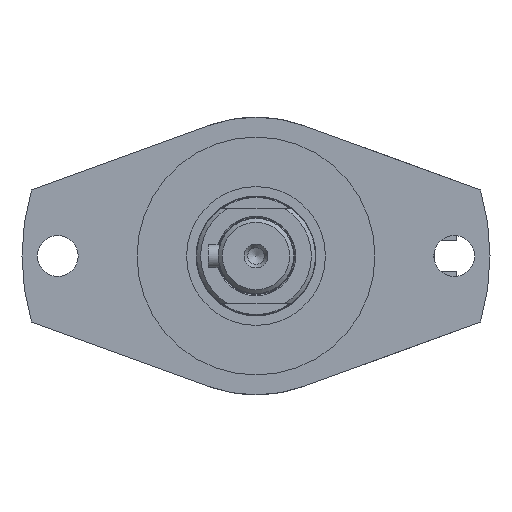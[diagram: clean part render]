
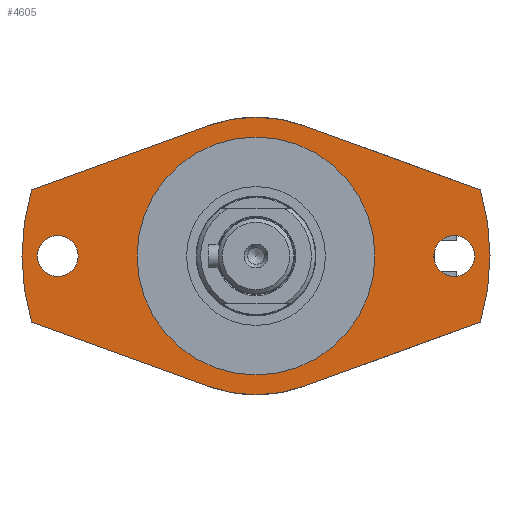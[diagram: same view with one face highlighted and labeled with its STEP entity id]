
A CAD part, left-side view. The second image highlights one B-rep face of the part: STEP entity #4605.
In plain terms, the highlighted planar face has unit normal (-1, 0, 0).
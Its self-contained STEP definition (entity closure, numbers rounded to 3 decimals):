
#313=LINE('',#7886,#560);
#316=LINE('',#7892,#563);
#320=LINE('',#7899,#567);
#323=LINE('',#7905,#570);
#560=VECTOR('',#6151,10.);
#563=VECTOR('',#6156,10.);
#567=VECTOR('',#6162,10.);
#570=VECTOR('',#6167,10.);
#746=FACE_BOUND('',#1168,.T.);
#747=FACE_BOUND('',#1169,.T.);
#748=FACE_BOUND('',#1170,.T.);
#892=FACE_OUTER_BOUND('',#1167,.T.);
#1167=EDGE_LOOP('',(#3510,#3511,#3512,#3513,#3514,#3515,#3516,#3517));
#1168=EDGE_LOOP('',(#3518));
#1169=EDGE_LOOP('',(#3519));
#1170=EDGE_LOOP('',(#3520,#3521));
#1490=CIRCLE('',#5058,35.);
#1492=CIRCLE('',#5060,35.);
#1496=CIRCLE('',#5065,5.15);
#1499=CIRCLE('',#5069,5.15);
#1501=CIRCLE('',#5077,59.);
#1502=CIRCLE('',#5078,59.);
#1503=CIRCLE('',#5079,30.);
#1504=CIRCLE('',#5080,30.);
#1937=VERTEX_POINT('',#7851);
#1938=VERTEX_POINT('',#7853);
#1941=VERTEX_POINT('',#7859);
#1942=VERTEX_POINT('',#7861);
#1946=VERTEX_POINT('',#7871);
#1949=VERTEX_POINT('',#7879);
#1950=VERTEX_POINT('',#7883);
#1953=VERTEX_POINT('',#7891);
#1955=VERTEX_POINT('',#7897);
#1957=VERTEX_POINT('',#7902);
#1958=VERTEX_POINT('',#7911);
#1959=VERTEX_POINT('',#7912);
#2502=EDGE_CURVE('',#1938,#1937,#1490,.T.);
#2506=EDGE_CURVE('',#1942,#1941,#1492,.T.);
#2512=EDGE_CURVE('',#1946,#1946,#1496,.T.);
#2516=EDGE_CURVE('',#1949,#1949,#1499,.T.);
#2518=EDGE_CURVE('',#1937,#1950,#313,.T.);
#2521=EDGE_CURVE('',#1953,#1942,#316,.T.);
#2525=EDGE_CURVE('',#1941,#1955,#320,.T.);
#2528=EDGE_CURVE('',#1957,#1938,#323,.T.);
#2530=EDGE_CURVE('',#1953,#1950,#1501,.T.);
#2531=EDGE_CURVE('',#1957,#1955,#1502,.T.);
#2532=EDGE_CURVE('',#1958,#1959,#1503,.T.);
#2533=EDGE_CURVE('',#1959,#1958,#1504,.T.);
#3510=ORIENTED_EDGE('',*,*,#2528,.T.);
#3511=ORIENTED_EDGE('',*,*,#2502,.T.);
#3512=ORIENTED_EDGE('',*,*,#2518,.T.);
#3513=ORIENTED_EDGE('',*,*,#2530,.F.);
#3514=ORIENTED_EDGE('',*,*,#2521,.T.);
#3515=ORIENTED_EDGE('',*,*,#2506,.T.);
#3516=ORIENTED_EDGE('',*,*,#2525,.T.);
#3517=ORIENTED_EDGE('',*,*,#2531,.F.);
#3518=ORIENTED_EDGE('',*,*,#2512,.T.);
#3519=ORIENTED_EDGE('',*,*,#2516,.T.);
#3520=ORIENTED_EDGE('',*,*,#2532,.T.);
#3521=ORIENTED_EDGE('',*,*,#2533,.T.);
#4196=PLANE('',#5076);
#4605=ADVANCED_FACE('',(#892,#746,#747,#748),#4196,.T.);
#5058=AXIS2_PLACEMENT_3D('',#7854,#6119,#6120);
#5060=AXIS2_PLACEMENT_3D('',#7862,#6125,#6126);
#5065=AXIS2_PLACEMENT_3D('',#7873,#6137,#6138);
#5069=AXIS2_PLACEMENT_3D('',#7881,#6146,#6147);
#5076=AXIS2_PLACEMENT_3D('',#7908,#6172,#6173);
#5077=AXIS2_PLACEMENT_3D('',#7909,#6174,#6175);
#5078=AXIS2_PLACEMENT_3D('',#7910,#6176,#6177);
#5079=AXIS2_PLACEMENT_3D('',#7913,#6178,#6179);
#5080=AXIS2_PLACEMENT_3D('',#7914,#6180,#6181);
#6119=DIRECTION('center_axis',(-1.,0.,0.));
#6120=DIRECTION('ref_axis',(0.,-0.342,0.94));
#6125=DIRECTION('center_axis',(-1.,0.,0.));
#6126=DIRECTION('ref_axis',(0.,0.342,-0.94));
#6137=DIRECTION('center_axis',(1.,0.,0.));
#6138=DIRECTION('ref_axis',(0.,0.,
-1.));
#6146=DIRECTION('center_axis',(1.,0.,0.));
#6147=DIRECTION('ref_axis',(0.,0.,
-1.));
#6151=DIRECTION('',(0.,-0.94,0.342));
#6156=DIRECTION('',(0.,0.94,0.342));
#6162=DIRECTION('',(0.,0.94,-0.342));
#6167=DIRECTION('',(0.,-0.94,-0.342));
#6172=DIRECTION('center_axis',(-1.,0.,0.));
#6173=DIRECTION('ref_axis',(0.,0.,
1.));
#6174=DIRECTION('center_axis',(1.,0.,0.));
#6175=DIRECTION('ref_axis',(0.,1.,0.));
#6176=DIRECTION('center_axis',(1.,0.,0.));
#6177=DIRECTION('ref_axis',(0.,1.,0.));
#6178=DIRECTION('center_axis',(1.,0.,0.));
#6179=DIRECTION('ref_axis',(0.,1.,0.));
#6180=DIRECTION('center_axis',(1.,0.,0.));
#6181=DIRECTION('ref_axis',(0.,1.,0.));
#7851=CARTESIAN_POINT('',(-165.5,-11.971,-32.889));
#7853=CARTESIAN_POINT('',(-165.5,11.971,-32.889));
#7854=CARTESIAN_POINT('Origin',(-165.5,0.,0.));
#7859=CARTESIAN_POINT('',(-165.5,11.971,32.889));
#7861=CARTESIAN_POINT('',(-165.5,-11.971,32.889));
#7862=CARTESIAN_POINT('Origin',(-165.5,0.,0.));
#7871=CARTESIAN_POINT('',(-165.5,-50.,5.15));
#7873=CARTESIAN_POINT('Origin',(-165.5,-50.,0.));
#7879=CARTESIAN_POINT('',(-165.5,50.,5.15));
#7881=CARTESIAN_POINT('Origin',(-165.5,50.,0.));
#7883=CARTESIAN_POINT('',(-165.5,-56.604,-16.644));
#7886=CARTESIAN_POINT('',(-165.5,7.677,-40.04));
#7891=CARTESIAN_POINT('',(-165.5,-56.604,16.644));
#7892=CARTESIAN_POINT('',(-165.5,-37.505,23.596));
#7897=CARTESIAN_POINT('',(-165.5,56.604,16.644));
#7899=CARTESIAN_POINT('',(-165.5,31.618,25.738));
#7902=CARTESIAN_POINT('',(-165.5,56.604,-16.644));
#7905=CARTESIAN_POINT('',(-165.5,76.799,-9.294));
#7908=CARTESIAN_POINT('Origin',(-165.5,44.5,0.));
#7909=CARTESIAN_POINT('Origin',(-165.5,0.,0.));
#7910=CARTESIAN_POINT('Origin',(-165.5,0.,0.));
#7911=CARTESIAN_POINT('',(-165.5,30.,0.));
#7912=CARTESIAN_POINT('',(-165.5,-30.,0.));
#7913=CARTESIAN_POINT('Origin',(-165.5,0.,0.));
#7914=CARTESIAN_POINT('Origin',(-165.5,0.,0.));
